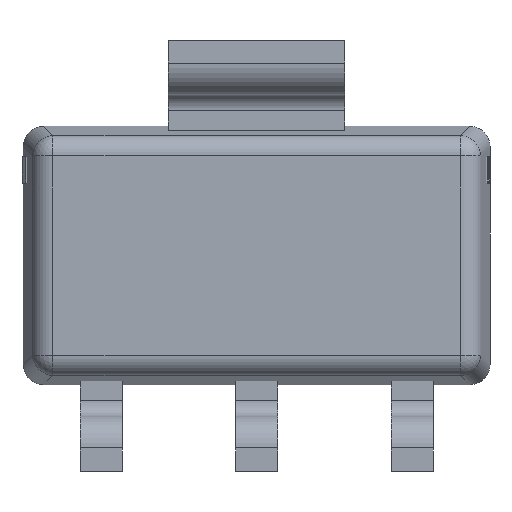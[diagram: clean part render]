
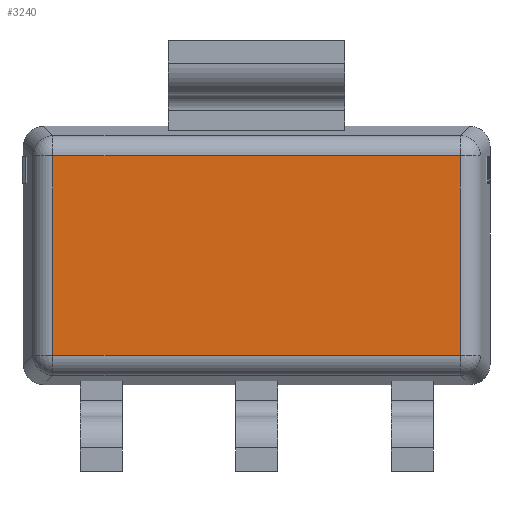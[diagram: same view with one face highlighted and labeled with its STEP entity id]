
A CAD part, front view. The second image highlights one B-rep face of the part: STEP entity #3240.
In plain terms, the highlighted planar face has unit normal (0, -1, 0).
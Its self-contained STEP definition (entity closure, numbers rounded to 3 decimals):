
#979=DIRECTION('',(1.,0.,0.));
#980=VECTOR('',#979,3.925);
#981=CARTESIAN_POINT('',(-1.962,-0.508,-0.959));
#982=LINE('',#981,#980);
#997=DIRECTION('',(0.,0.,-1.));
#998=VECTOR('',#997,1.918);
#999=CARTESIAN_POINT('',(-1.962,-0.508,0.959));
#1000=LINE('',#999,#998);
#1024=DIRECTION('',(1.,0.,0.));
#1025=VECTOR('',#1024,3.925);
#1026=CARTESIAN_POINT('',(-1.962,-0.508,0.959));
#1027=LINE('',#1026,#1025);
#1033=DIRECTION('',(0.,0.,1.));
#1034=VECTOR('',#1033,1.918);
#1035=CARTESIAN_POINT('',(1.962,-0.508,-0.959));
#1036=LINE('',#1035,#1034);
#1592=CARTESIAN_POINT('',(-1.962,-0.508,-0.959));
#1593=CARTESIAN_POINT('',(1.962,-0.508,-0.959));
#1594=VERTEX_POINT('',#1592);
#1595=VERTEX_POINT('',#1593);
#1604=CARTESIAN_POINT('',(1.962,-0.508,0.959));
#1605=VERTEX_POINT('',#1604);
#1612=CARTESIAN_POINT('',(-1.962,-0.508,0.959));
#1613=VERTEX_POINT('',#1612);
#3226=CARTESIAN_POINT('',(2.248,-0.508,-1.118));
#3227=DIRECTION('',(0.,-1.,0.));
#3228=DIRECTION('',(0.,0.,1.));
#3229=AXIS2_PLACEMENT_3D('',#3226,#3227,#3228);
#3230=PLANE('',#3229);
#3231=ORIENTED_EDGE('',*,*,#3217,.F.);
#3233=ORIENTED_EDGE('',*,*,#3232,.F.);
#3235=ORIENTED_EDGE('',*,*,#3234,.T.);
#3237=ORIENTED_EDGE('',*,*,#3236,.F.);
#3238=EDGE_LOOP('',(#3231,#3233,#3235,#3237));
#3239=FACE_OUTER_BOUND('',#3238,.F.);
#3217=EDGE_CURVE('',#1594,#1595,#982,.T.);
#3232=EDGE_CURVE('',#1613,#1594,#1000,.T.);
#3234=EDGE_CURVE('',#1613,#1605,#1027,.T.);
#3236=EDGE_CURVE('',#1595,#1605,#1036,.T.);
#3240=ADVANCED_FACE('',(#3239),#3230,.T.);
